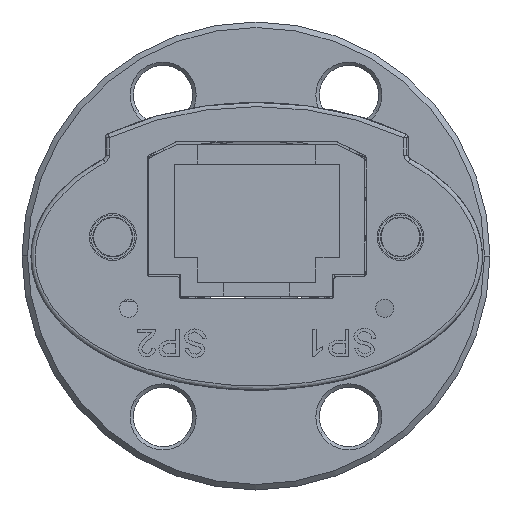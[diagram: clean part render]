
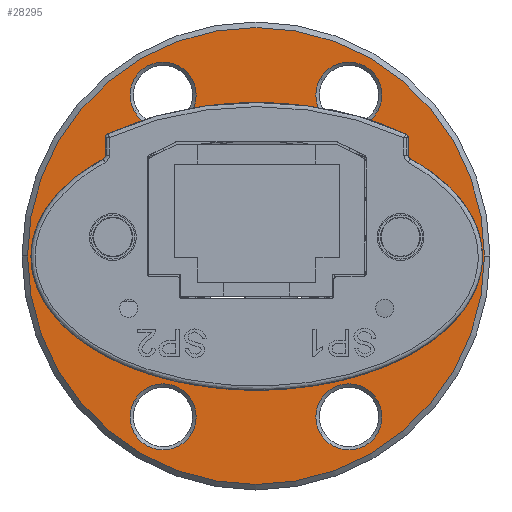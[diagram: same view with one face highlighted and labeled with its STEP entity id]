
A CAD part, left-side view. The second image highlights one B-rep face of the part: STEP entity #28295.
In plain terms, the highlighted planar face has unit normal (-1, 0, 0).
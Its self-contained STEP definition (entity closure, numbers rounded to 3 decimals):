
#49=CARTESIAN_POINT('',(124.08,9.35,0.05));
#50=VERTEX_POINT('',#49);
#59=CARTESIAN_POINT('',(124.08,-9.25,0.05));
#60=VERTEX_POINT('',#59);
#61=CARTESIAN_POINT('',(124.08,0.05,0.05));
#62=DIRECTION('',(1.0,0.0,0.0));
#63=DIRECTION('',(0.0,1.0,0.0));
#64=AXIS2_PLACEMENT_3D('',#61,#62,#63);
#65=CIRCLE('',#64,9.3);
#66=EDGE_CURVE('',#60,#50,#65,.T.);
#91=CARTESIAN_POINT('',(124.08,-16.55,0.05));
#92=VERTEX_POINT('',#91);
#101=CARTESIAN_POINT('',(124.08,16.65,0.05));
#102=VERTEX_POINT('',#101);
#103=CARTESIAN_POINT('',(124.08,0.05,0.05));
#104=DIRECTION('',(1.0,0.0,0.0));
#105=DIRECTION('',(0.0,-1.0,0.0));
#106=AXIS2_PLACEMENT_3D('',#103,#104,#105);
#107=CIRCLE('',#106,16.6);
#108=EDGE_CURVE('',#92,#102,#107,.T.);
#285=CARTESIAN_POINT('',(124.08,13.55,-2.35));
#286=VERTEX_POINT('',#285);
#302=CARTESIAN_POINT('',(124.08,13.55,2.45));
#303=VERTEX_POINT('',#302);
#310=CARTESIAN_POINT('',(124.08,13.55,0.05));
#311=DIRECTION('',(-1.0,0.0,0.0));
#312=DIRECTION('',(0.0,0.0,-1.0));
#313=AXIS2_PLACEMENT_3D('',#310,#311,#312);
#314=CIRCLE('',#313,2.4);
#315=EDGE_CURVE('',#303,#286,#314,.T.);
#424=CARTESIAN_POINT('',(124.08,8.878,10.541));
#425=VERTEX_POINT('',#424);
#441=CARTESIAN_POINT('',(124.08,4.722,12.941));
#442=VERTEX_POINT('',#441);
#449=CARTESIAN_POINT('',(124.08,6.8,11.741));
#450=DIRECTION('',(-1.0,0.,0.));
#451=DIRECTION('',(0.,0.866,-0.5));
#452=AXIS2_PLACEMENT_3D('',#449,#450,#451);
#453=CIRCLE('',#452,2.4);
#454=EDGE_CURVE('',#442,#425,#453,.T.);
#563=CARTESIAN_POINT('',(124.08,-4.622,12.941));
#564=VERTEX_POINT('',#563);
#580=CARTESIAN_POINT('',(124.08,-8.778,10.541));
#581=VERTEX_POINT('',#580);
#588=CARTESIAN_POINT('',(124.08,-6.7,11.741));
#589=DIRECTION('',(-1.,0.,0.));
#590=DIRECTION('',(0.,0.866,0.5));
#591=AXIS2_PLACEMENT_3D('',#588,#589,#590);
#592=CIRCLE('',#591,2.4);
#593=EDGE_CURVE('',#581,#564,#592,.T.);
#702=CARTESIAN_POINT('',(124.08,-13.45,2.45));
#703=VERTEX_POINT('',#702);
#719=CARTESIAN_POINT('',(124.08,-13.45,-2.35));
#720=VERTEX_POINT('',#719);
#727=CARTESIAN_POINT('',(124.08,-13.45,0.05));
#728=DIRECTION('',(-1.0,0.0,0.0));
#729=DIRECTION('',(0.0,0.0,1.0));
#730=AXIS2_PLACEMENT_3D('',#727,#728,#729);
#731=CIRCLE('',#730,2.4);
#732=EDGE_CURVE('',#720,#703,#731,.T.);
#841=CARTESIAN_POINT('',(124.08,-8.778,-10.441));
#842=VERTEX_POINT('',#841);
#858=CARTESIAN_POINT('',(124.08,-4.622,-12.841));
#859=VERTEX_POINT('',#858);
#866=CARTESIAN_POINT('',(124.08,-6.7,-11.641));
#867=DIRECTION('',(-1.,0.,0.));
#868=DIRECTION('',(0.,-0.866,0.5));
#869=AXIS2_PLACEMENT_3D('',#866,#867,#868);
#870=CIRCLE('',#869,2.4);
#871=EDGE_CURVE('',#859,#842,#870,.T.);
#980=CARTESIAN_POINT('',(124.08,4.722,-12.841));
#981=VERTEX_POINT('',#980);
#997=CARTESIAN_POINT('',(124.08,8.878,-10.441));
#998=VERTEX_POINT('',#997);
#1005=CARTESIAN_POINT('',(124.08,6.8,-11.641));
#1006=DIRECTION('',(-1.,0.,0.));
#1007=DIRECTION('',(0.,-0.866,-0.5));
#1008=AXIS2_PLACEMENT_3D('',#1005,#1006,#1007);
#1009=CIRCLE('',#1008,2.4);
#1010=EDGE_CURVE('',#998,#981,#1009,.T.);
#28204=CARTESIAN_POINT('',(124.08,6.8,-11.641));
#28205=DIRECTION('',(-1.,0.,0.));
#28206=DIRECTION('',(0.,-0.866,-0.5));
#28207=AXIS2_PLACEMENT_3D('',#28204,#28205,#28206);
#28208=CIRCLE('',#28207,2.4);
#28209=EDGE_CURVE('',#981,#998,#28208,.T.);
#28216=CARTESIAN_POINT('',(124.08,13.2,0.05));
#28217=DIRECTION('',(-1.0,0.0,0.0));
#28218=DIRECTION('',(0.0,0.0,1.0));
#28219=AXIS2_PLACEMENT_3D('',#28216,#28217,#28218);
#28220=PLANE('',#28219);
#28221=CARTESIAN_POINT('',(124.08,0.05,0.05));
#28222=DIRECTION('',(1.0,0.0,0.0));
#28223=DIRECTION('',(0.0,-1.0,0.0));
#28224=AXIS2_PLACEMENT_3D('',#28221,#28222,#28223);
#28225=CIRCLE('',#28224,16.6);
#28226=EDGE_CURVE('',#102,#92,#28225,.T.);
#28227=ORIENTED_EDGE('',*,*,#28226,.F.);
#28228=ORIENTED_EDGE('',*,*,#108,.F.);
#28229=EDGE_LOOP('',(#28227,#28228));
#28230=FACE_OUTER_BOUND('',#28229,.T.);
#28231=ORIENTED_EDGE('',*,*,#871,.F.);
#28232=CARTESIAN_POINT('',(124.08,-6.7,-11.641));
#28233=DIRECTION('',(-1.,0.,0.));
#28234=DIRECTION('',(0.,-0.866,0.5));
#28235=AXIS2_PLACEMENT_3D('',#28232,#28233,#28234);
#28236=CIRCLE('',#28235,2.4);
#28237=EDGE_CURVE('',#842,#859,#28236,.T.);
#28238=ORIENTED_EDGE('',*,*,#28237,.F.);
#28239=EDGE_LOOP('',(#28231,#28238));
#28240=FACE_BOUND('',#28239,.T.);
#28241=ORIENTED_EDGE('',*,*,#593,.F.);
#28242=CARTESIAN_POINT('',(124.08,-6.7,11.741));
#28243=DIRECTION('',(-1.,0.,0.));
#28244=DIRECTION('',(0.,0.866,0.5));
#28245=AXIS2_PLACEMENT_3D('',#28242,#28243,#28244);
#28246=CIRCLE('',#28245,2.4);
#28247=EDGE_CURVE('',#564,#581,#28246,.T.);
#28248=ORIENTED_EDGE('',*,*,#28247,.F.);
#28249=EDGE_LOOP('',(#28241,#28248));
#28250=FACE_BOUND('',#28249,.T.);
#28251=ORIENTED_EDGE('',*,*,#315,.F.);
#28252=CARTESIAN_POINT('',(124.08,13.55,0.05));
#28253=DIRECTION('',(-1.0,0.0,0.0));
#28254=DIRECTION('',(0.0,0.0,-1.0));
#28255=AXIS2_PLACEMENT_3D('',#28252,#28253,#28254);
#28256=CIRCLE('',#28255,2.4);
#28257=EDGE_CURVE('',#286,#303,#28256,.T.);
#28258=ORIENTED_EDGE('',*,*,#28257,.F.);
#28259=EDGE_LOOP('',(#28251,#28258));
#28260=FACE_BOUND('',#28259,.T.);
#28261=CARTESIAN_POINT('',(124.08,0.05,0.05));
#28262=DIRECTION('',(1.0,0.0,0.0));
#28263=DIRECTION('',(0.0,1.0,0.0));
#28264=AXIS2_PLACEMENT_3D('',#28261,#28262,#28263);
#28265=CIRCLE('',#28264,9.3);
#28266=EDGE_CURVE('',#50,#60,#28265,.T.);
#28267=ORIENTED_EDGE('',*,*,#28266,.T.);
#28268=ORIENTED_EDGE('',*,*,#66,.T.);
#28269=EDGE_LOOP('',(#28267,#28268));
#28270=FACE_BOUND('',#28269,.T.);
#28271=ORIENTED_EDGE('',*,*,#454,.F.);
#28272=CARTESIAN_POINT('',(124.08,6.8,11.741));
#28273=DIRECTION('',(-1.0,0.,0.));
#28274=DIRECTION('',(0.,0.866,-0.5));
#28275=AXIS2_PLACEMENT_3D('',#28272,#28273,#28274);
#28276=CIRCLE('',#28275,2.4);
#28277=EDGE_CURVE('',#425,#442,#28276,.T.);
#28278=ORIENTED_EDGE('',*,*,#28277,.F.);
#28279=EDGE_LOOP('',(#28271,#28278));
#28280=FACE_BOUND('',#28279,.T.);
#28281=ORIENTED_EDGE('',*,*,#732,.F.);
#28282=CARTESIAN_POINT('',(124.08,-13.45,0.05));
#28283=DIRECTION('',(-1.0,0.0,0.0));
#28284=DIRECTION('',(0.0,0.0,1.0));
#28285=AXIS2_PLACEMENT_3D('',#28282,#28283,#28284);
#28286=CIRCLE('',#28285,2.4);
#28287=EDGE_CURVE('',#703,#720,#28286,.T.);
#28288=ORIENTED_EDGE('',*,*,#28287,.F.);
#28289=EDGE_LOOP('',(#28281,#28288));
#28290=FACE_BOUND('',#28289,.T.);
#28291=ORIENTED_EDGE('',*,*,#1010,.F.);
#28292=ORIENTED_EDGE('',*,*,#28209,.F.);
#28293=EDGE_LOOP('',(#28291,#28292));
#28294=FACE_BOUND('',#28293,.T.);
#28295=ADVANCED_FACE('',(#28230,#28240,#28250,#28260,#28270,#28280,#28290,#28294),#28220,.T.);
